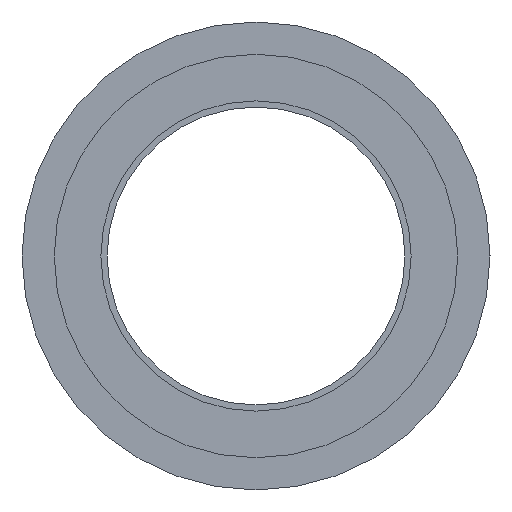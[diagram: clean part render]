
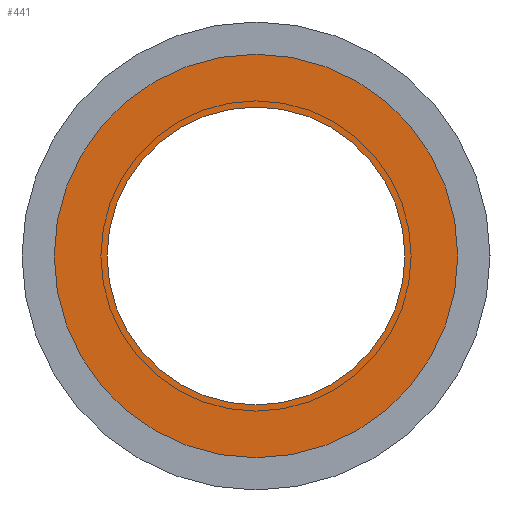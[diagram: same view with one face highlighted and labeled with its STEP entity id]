
A CAD part, left-side view. The second image highlights one B-rep face of the part: STEP entity #441.
In plain terms, the highlighted planar face has unit normal (-1, 0, 0).
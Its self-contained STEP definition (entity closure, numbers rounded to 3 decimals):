
#278 = CYLINDRICAL_SURFACE('',#279,65.);
#279 = AXIS2_PLACEMENT_3D('',#280,#281,#282);
#280 = CARTESIAN_POINT('',(0.,0.,0.));
#281 = DIRECTION('',(-1.,0.,0.));
#282 = DIRECTION('',(0.,-1.,0.));
#298 = VERTEX_POINT('',#299);
#299 = CARTESIAN_POINT('',(0.,-65.,0.));
#322 = EDGE_CURVE('',#298,#298,#323,.T.);
#323 = SURFACE_CURVE('',#324,(#329,#336),.PCURVE_S1.);
#324 = CIRCLE('',#325,65.);
#325 = AXIS2_PLACEMENT_3D('',#326,#327,#328);
#326 = CARTESIAN_POINT('',(0.,0.,0.));
#327 = DIRECTION('',(-1.,0.,0.));
#328 = DIRECTION('',(0.,-1.,0.));
#329 = PCURVE('',#278,#330);
#330 = DEFINITIONAL_REPRESENTATION('',(#331),#335);
#331 = LINE('',#332,#333);
#332 = CARTESIAN_POINT('',(0.,0.));
#333 = VECTOR('',#334,1.);
#334 = DIRECTION('',(1.,0.));
#335 = ( GEOMETRIC_REPRESENTATION_CONTEXT(2) 
PARAMETRIC_REPRESENTATION_CONTEXT() REPRESENTATION_CONTEXT('2D SPACE',''
  ) );
#336 = PCURVE('',#337,#342);
#337 = PLANE('',#338);
#338 = AXIS2_PLACEMENT_3D('',#339,#340,#341);
#339 = CARTESIAN_POINT('',(0.,-65.,0.));
#340 = DIRECTION('',(1.,0.,0.));
#341 = DIRECTION('',(0.,0.,1.));
#342 = DEFINITIONAL_REPRESENTATION('',(#343),#351);
#343 = ( BOUNDED_CURVE() B_SPLINE_CURVE(2,(#344,#345,#346,#347,#348,#349
,#350),.UNSPECIFIED.,.F.,.F.) B_SPLINE_CURVE_WITH_KNOTS((1,2,2,2,2,1),(
    -2.094,0.,2.094,4.189,6.283,
8.378),.UNSPECIFIED.) CURVE() GEOMETRIC_REPRESENTATION_ITEM() 
RATIONAL_B_SPLINE_CURVE((1.,0.5,1.,0.5,1.,0.5,1.)) REPRESENTATION_ITEM(
  '') );
#344 = CARTESIAN_POINT('',(0.,0.));
#345 = CARTESIAN_POINT('',(112.583,0.));
#346 = CARTESIAN_POINT('',(56.292,-97.5));
#347 = CARTESIAN_POINT('',(0.,-195.));
#348 = CARTESIAN_POINT('',(-56.292,-97.5));
#349 = CARTESIAN_POINT('',(-112.583,0.));
#350 = CARTESIAN_POINT('',(0.,0.));
#351 = ( GEOMETRIC_REPRESENTATION_CONTEXT(2) 
PARAMETRIC_REPRESENTATION_CONTEXT() REPRESENTATION_CONTEXT('2D SPACE',''
  ) );
#380 = CYLINDRICAL_SURFACE('',#381,48.);
#381 = AXIS2_PLACEMENT_3D('',#382,#383,#384);
#382 = CARTESIAN_POINT('',(0.,0.,0.));
#383 = DIRECTION('',(1.,0.,0.));
#384 = DIRECTION('',(0.,1.,0.));
#395 = EDGE_CURVE('',#396,#396,#398,.T.);
#396 = VERTEX_POINT('',#397);
#397 = CARTESIAN_POINT('',(0.,48.,0.));
#398 = SURFACE_CURVE('',#399,(#404,#411),.PCURVE_S1.);
#399 = CIRCLE('',#400,48.);
#400 = AXIS2_PLACEMENT_3D('',#401,#402,#403);
#401 = CARTESIAN_POINT('',(0.,0.,0.));
#402 = DIRECTION('',(1.,0.,0.));
#403 = DIRECTION('',(0.,1.,0.));
#404 = PCURVE('',#380,#405);
#405 = DEFINITIONAL_REPRESENTATION('',(#406),#410);
#406 = LINE('',#407,#408);
#407 = CARTESIAN_POINT('',(0.,0.));
#408 = VECTOR('',#409,1.);
#409 = DIRECTION('',(1.,0.));
#410 = ( GEOMETRIC_REPRESENTATION_CONTEXT(2) 
PARAMETRIC_REPRESENTATION_CONTEXT() REPRESENTATION_CONTEXT('2D SPACE',''
  ) );
#411 = PCURVE('',#337,#412);
#412 = DEFINITIONAL_REPRESENTATION('',(#413),#417);
#413 = CIRCLE('',#414,48.);
#414 = AXIS2_PLACEMENT_2D('',#415,#416);
#415 = CARTESIAN_POINT('',(0.,-65.));
#416 = DIRECTION('',(0.,-1.));
#417 = ( GEOMETRIC_REPRESENTATION_CONTEXT(2) 
PARAMETRIC_REPRESENTATION_CONTEXT() REPRESENTATION_CONTEXT('2D SPACE',''
  ) );
#441 = ADVANCED_FACE('',(#442,#445),#337,.F.);
#442 = FACE_BOUND('',#443,.T.);
#443 = EDGE_LOOP('',(#444));
#444 = ORIENTED_EDGE('',*,*,#322,.T.);
#445 = FACE_BOUND('',#446,.F.);
#446 = EDGE_LOOP('',(#447));
#447 = ORIENTED_EDGE('',*,*,#395,.F.);
